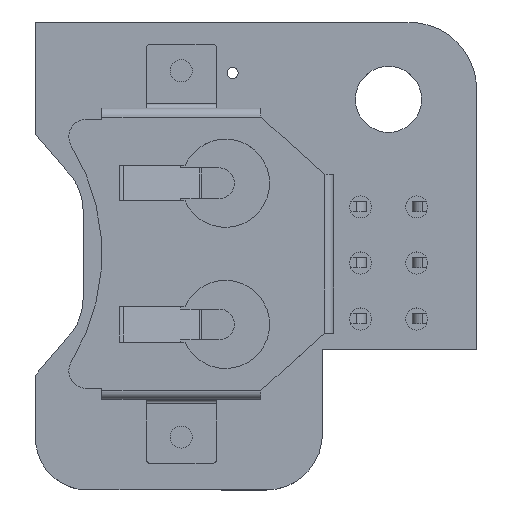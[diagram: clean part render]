
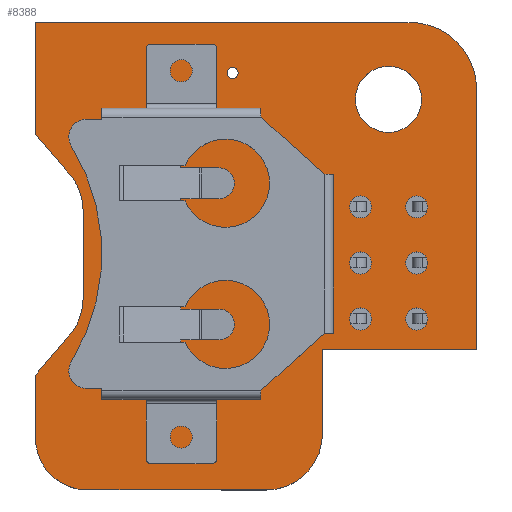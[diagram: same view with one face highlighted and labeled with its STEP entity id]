
A CAD part, top view. The second image highlights one B-rep face of the part: STEP entity #8388.
In plain terms, the highlighted planar face has unit normal (0, 0, 1).
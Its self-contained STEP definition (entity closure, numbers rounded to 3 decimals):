
#67=FACE_BOUND('',#978,.T.);
#68=FACE_BOUND('',#979,.T.);
#69=FACE_BOUND('',#980,.T.);
#70=FACE_BOUND('',#981,.T.);
#71=FACE_BOUND('',#982,.T.);
#72=FACE_BOUND('',#983,.T.);
#73=FACE_BOUND('',#984,.T.);
#74=FACE_BOUND('',#985,.T.);
#75=FACE_BOUND('',#986,.T.);
#119=PLANE('',#8977);
#497=FACE_OUTER_BOUND('',#977,.T.);
#977=EDGE_LOOP('',(#5726,#5727,#5728,#5729,#5730,#5731,#5732,#5733,#5734,
#5735,#5736,#5737,#5738,#5739,#5740));
#978=EDGE_LOOP('',(#5741));
#979=EDGE_LOOP('',(#5742));
#980=EDGE_LOOP('',(#5743));
#981=EDGE_LOOP('',(#5744));
#982=EDGE_LOOP('',(#5745));
#983=EDGE_LOOP('',(#5746));
#984=EDGE_LOOP('',(#5747));
#985=EDGE_LOOP('',(#5748));
#986=EDGE_LOOP('',(#5749));
#1486=LINE('',#12135,#2466);
#1489=LINE('',#12141,#2469);
#1493=LINE('',#12153,#2473);
#1497=LINE('',#12165,#2477);
#1500=LINE('',#12171,#2480);
#1503=LINE('',#12177,#2483);
#1507=LINE('',#12189,#2487);
#1510=LINE('',#12195,#2490);
#1513=LINE('',#12201,#2493);
#1517=LINE('',#12213,#2497);
#2466=VECTOR('',#9717,10.);
#2469=VECTOR('',#9722,10.);
#2473=VECTOR('',#9734,10.);
#2477=VECTOR('',#9746,10.);
#2480=VECTOR('',#9751,10.);
#2483=VECTOR('',#9756,10.);
#2487=VECTOR('',#9768,10.);
#2490=VECTOR('',#9773,10.);
#2493=VECTOR('',#9778,10.);
#2497=VECTOR('',#9790,10.);
#3436=CIRCLE('',#8927,0.5);
#3438=CIRCLE('',#8930,0.5);
#3440=CIRCLE('',#8933,0.5);
#3442=CIRCLE('',#8936,1.5);
#3444=CIRCLE('',#8939,0.25);
#3446=CIRCLE('',#8942,0.5);
#3448=CIRCLE('',#8945,0.25);
#3450=CIRCLE('',#8948,0.5);
#3452=CIRCLE('',#8951,0.5);
#3454=CIRCLE('',#8956,2.541);
#3456=CIRCLE('',#8960,2.54);
#3458=CIRCLE('',#8966,3.059);
#3460=CIRCLE('',#8972,2.54);
#3462=CIRCLE('',#8976,2.35);
#3665=VERTEX_POINT('',#12077);
#3667=VERTEX_POINT('',#12083);
#3669=VERTEX_POINT('',#12089);
#3671=VERTEX_POINT('',#12095);
#3673=VERTEX_POINT('',#12101);
#3675=VERTEX_POINT('',#12107);
#3677=VERTEX_POINT('',#12113);
#3679=VERTEX_POINT('',#12119);
#3681=VERTEX_POINT('',#12125);
#3684=VERTEX_POINT('',#12132);
#3685=VERTEX_POINT('',#12134);
#3687=VERTEX_POINT('',#12140);
#3689=VERTEX_POINT('',#12146);
#3691=VERTEX_POINT('',#12152);
#3693=VERTEX_POINT('',#12158);
#3695=VERTEX_POINT('',#12164);
#3697=VERTEX_POINT('',#12170);
#3699=VERTEX_POINT('',#12176);
#3701=VERTEX_POINT('',#12182);
#3703=VERTEX_POINT('',#12188);
#3705=VERTEX_POINT('',#12194);
#3707=VERTEX_POINT('',#12200);
#3709=VERTEX_POINT('',#12206);
#3711=VERTEX_POINT('',#12212);
#4423=EDGE_CURVE('',#3665,#3665,#3436,.T.);
#4426=EDGE_CURVE('',#3667,#3667,#3438,.T.);
#4429=EDGE_CURVE('',#3669,#3669,#3440,.T.);
#4432=EDGE_CURVE('',#3671,#3671,#3442,.T.);
#4435=EDGE_CURVE('',#3673,#3673,#3444,.T.);
#4438=EDGE_CURVE('',#3675,#3675,#3446,.T.);
#4441=EDGE_CURVE('',#3677,#3677,#3448,.T.);
#4444=EDGE_CURVE('',#3679,#3679,#3450,.T.);
#4447=EDGE_CURVE('',#3681,#3681,#3452,.T.);
#4450=EDGE_CURVE('',#3685,#3684,#1486,.T.);
#4453=EDGE_CURVE('',#3687,#3685,#1489,.T.);
#4456=EDGE_CURVE('',#3689,#3687,#3454,.T.);
#4459=EDGE_CURVE('',#3691,#3689,#1493,.T.);
#4462=EDGE_CURVE('',#3693,#3691,#3456,.T.);
#4465=EDGE_CURVE('',#3695,#3693,#1497,.T.);
#4468=EDGE_CURVE('',#3697,#3695,#1500,.T.);
#4471=EDGE_CURVE('',#3699,#3697,#1503,.T.);
#4474=EDGE_CURVE('',#3701,#3699,#3458,.T.);
#4477=EDGE_CURVE('',#3703,#3701,#1507,.T.);
#4480=EDGE_CURVE('',#3705,#3703,#1510,.T.);
#4483=EDGE_CURVE('',#3707,#3705,#1513,.T.);
#4486=EDGE_CURVE('',#3709,#3707,#3460,.T.);
#4489=EDGE_CURVE('',#3711,#3709,#1517,.T.);
#4492=EDGE_CURVE('',#3684,#3711,#3462,.T.);
#5726=ORIENTED_EDGE('',*,*,#4492,.T.);
#5727=ORIENTED_EDGE('',*,*,#4489,.T.);
#5728=ORIENTED_EDGE('',*,*,#4486,.T.);
#5729=ORIENTED_EDGE('',*,*,#4483,.T.);
#5730=ORIENTED_EDGE('',*,*,#4480,.T.);
#5731=ORIENTED_EDGE('',*,*,#4477,.T.);
#5732=ORIENTED_EDGE('',*,*,#4474,.T.);
#5733=ORIENTED_EDGE('',*,*,#4471,.T.);
#5734=ORIENTED_EDGE('',*,*,#4468,.T.);
#5735=ORIENTED_EDGE('',*,*,#4465,.T.);
#5736=ORIENTED_EDGE('',*,*,#4462,.T.);
#5737=ORIENTED_EDGE('',*,*,#4459,.T.);
#5738=ORIENTED_EDGE('',*,*,#4456,.T.);
#5739=ORIENTED_EDGE('',*,*,#4453,.T.);
#5740=ORIENTED_EDGE('',*,*,#4450,.T.);
#5741=ORIENTED_EDGE('',*,*,#4423,.T.);
#5742=ORIENTED_EDGE('',*,*,#4426,.T.);
#5743=ORIENTED_EDGE('',*,*,#4429,.T.);
#5744=ORIENTED_EDGE('',*,*,#4432,.T.);
#5745=ORIENTED_EDGE('',*,*,#4435,.T.);
#5746=ORIENTED_EDGE('',*,*,#4438,.T.);
#5747=ORIENTED_EDGE('',*,*,#4441,.T.);
#5748=ORIENTED_EDGE('',*,*,#4444,.T.);
#5749=ORIENTED_EDGE('',*,*,#4447,.T.);
#8388=ADVANCED_FACE('',(#497,#67,#68,#69,#70,#71,#72,#73,#74,#75),#119,
 .T.);
#8927=AXIS2_PLACEMENT_3D('',#12079,#9655,#9656);
#8930=AXIS2_PLACEMENT_3D('',#12085,#9662,#9663);
#8933=AXIS2_PLACEMENT_3D('',#12091,#9669,#9670);
#8936=AXIS2_PLACEMENT_3D('',#12097,#9676,#9677);
#8939=AXIS2_PLACEMENT_3D('',#12103,#9683,#9684);
#8942=AXIS2_PLACEMENT_3D('',#12109,#9690,#9691);
#8945=AXIS2_PLACEMENT_3D('',#12115,#9697,#9698);
#8948=AXIS2_PLACEMENT_3D('',#12121,#9704,#9705);
#8951=AXIS2_PLACEMENT_3D('',#12127,#9711,#9712);
#8956=AXIS2_PLACEMENT_3D('',#12147,#9728,#9729);
#8960=AXIS2_PLACEMENT_3D('',#12159,#9740,#9741);
#8966=AXIS2_PLACEMENT_3D('',#12183,#9762,#9763);
#8972=AXIS2_PLACEMENT_3D('',#12207,#9784,#9785);
#8976=AXIS2_PLACEMENT_3D('',#12217,#9796,#9797);
#8977=AXIS2_PLACEMENT_3D('',#12218,#9798,#9799);
#9655=DIRECTION('center_axis',(0.,0.,-1.));
#9656=DIRECTION('ref_axis',(1.,0.,0.));
#9662=DIRECTION('center_axis',(0.,0.,-1.));
#9663=DIRECTION('ref_axis',(1.,0.,0.));
#9669=DIRECTION('center_axis',(0.,0.,-1.));
#9670=DIRECTION('ref_axis',(1.,0.,0.));
#9676=DIRECTION('center_axis',(0.,0.,-1.));
#9677=DIRECTION('ref_axis',(1.,0.,0.));
#9683=DIRECTION('center_axis',(0.,0.,-1.));
#9684=DIRECTION('ref_axis',(1.,0.,0.));
#9690=DIRECTION('center_axis',(0.,0.,-1.));
#9691=DIRECTION('ref_axis',(1.,0.,0.));
#9697=DIRECTION('center_axis',(0.,0.,-1.));
#9698=DIRECTION('ref_axis',(1.,0.,0.));
#9704=DIRECTION('center_axis',(0.,0.,-1.));
#9705=DIRECTION('ref_axis',(1.,0.,0.));
#9711=DIRECTION('center_axis',(0.,0.,-1.));
#9712=DIRECTION('ref_axis',(1.,0.,0.));
#9717=DIRECTION('',(0.,-1.,0.));
#9722=DIRECTION('',(-0.647,-0.763,0.));
#9728=DIRECTION('center_axis',(0.,0.,-1.));
#9729=DIRECTION('ref_axis',(0.707,-0.707,0.));
#9734=DIRECTION('',(0.,-1.,0.));
#9740=DIRECTION('center_axis',(0.,0.,-1.));
#9741=DIRECTION('ref_axis',(1.,0.,0.));
#9746=DIRECTION('',(0.647,-0.763,0.));
#9751=DIRECTION('',(0.,-1.,0.));
#9756=DIRECTION('',(-1.,0.001,0.));
#9762=DIRECTION('center_axis',(0.,0.,1.));
#9763=DIRECTION('ref_axis',(0.997,0.083,0.));
#9768=DIRECTION('',(0.,1.,0.));
#9773=DIRECTION('',(1.,0.,0.));
#9778=DIRECTION('',(0.,1.,0.));
#9784=DIRECTION('center_axis',(0.,0.,1.));
#9785=DIRECTION('ref_axis',(0.,-1.,0.));
#9790=DIRECTION('',(1.,0.,0.));
#9796=DIRECTION('center_axis',(0.,0.,1.));
#9797=DIRECTION('ref_axis',(-1.,0.027,0.));
#9798=DIRECTION('center_axis',(0.,0.,1.));
#9799=DIRECTION('ref_axis',(1.,0.,0.));
#12077=CARTESIAN_POINT('',(14.308,7.899,1.57));
#12079=CARTESIAN_POINT('Origin',(14.808,7.899,1.57));
#12083=CARTESIAN_POINT('',(14.308,10.439,1.57));
#12085=CARTESIAN_POINT('Origin',(14.808,10.439,1.57));
#12089=CARTESIAN_POINT('',(16.848,12.979,1.57));
#12091=CARTESIAN_POINT('Origin',(17.348,12.979,1.57));
#12095=CARTESIAN_POINT('',(14.578,17.856,1.57));
#12097=CARTESIAN_POINT('Origin',(16.078,17.856,1.57));
#12101=CARTESIAN_POINT('',(8.767,19.05,1.57));
#12103=CARTESIAN_POINT('Origin',(9.017,19.05,1.57));
#12107=CARTESIAN_POINT('',(14.308,12.979,1.57));
#12109=CARTESIAN_POINT('Origin',(14.808,12.979,1.57));
#12113=CARTESIAN_POINT('',(5.922,10.82,1.57));
#12115=CARTESIAN_POINT('Origin',(6.172,10.82,1.57));
#12119=CARTESIAN_POINT('',(16.848,10.439,1.57));
#12121=CARTESIAN_POINT('Origin',(17.348,10.439,1.57));
#12125=CARTESIAN_POINT('',(16.848,7.899,1.57));
#12127=CARTESIAN_POINT('Origin',(17.348,7.899,1.57));
#12132=CARTESIAN_POINT('',(0.076,2.565,1.57));
#12134=CARTESIAN_POINT('',(0.076,5.359,1.57));
#12135=CARTESIAN_POINT('',(0.076,2.565,1.57));
#12140=CARTESIAN_POINT('',(1.491,7.028,1.57));
#12141=CARTESIAN_POINT('',(0.076,5.359,1.57));
#12146=CARTESIAN_POINT('',(2.235,8.825,1.57));
#12147=CARTESIAN_POINT('Origin',(-0.306,8.825,1.57));
#12152=CARTESIAN_POINT('',(2.235,12.816,1.57));
#12153=CARTESIAN_POINT('',(2.235,8.825,1.57));
#12158=CARTESIAN_POINT('',(1.491,14.612,1.57));
#12159=CARTESIAN_POINT('Origin',(-0.305,12.816,1.57));
#12164=CARTESIAN_POINT('',(0.076,16.281,1.57));
#12165=CARTESIAN_POINT('',(1.491,14.612,1.57));
#12170=CARTESIAN_POINT('',(0.076,21.361,1.57));
#12171=CARTESIAN_POINT('',(0.076,16.281,1.57));
#12176=CARTESIAN_POINT('',(16.764,21.336,1.57));
#12177=CARTESIAN_POINT('',(0.076,21.361,1.57));
#12182=CARTESIAN_POINT('',(20.066,18.542,1.57));
#12183=CARTESIAN_POINT('Origin',(17.018,18.288,1.57));
#12188=CARTESIAN_POINT('',(20.066,6.502,1.57));
#12189=CARTESIAN_POINT('',(20.066,18.542,1.57));
#12194=CARTESIAN_POINT('',(13.081,6.502,1.57));
#12195=CARTESIAN_POINT('',(20.066,6.502,1.57));
#12200=CARTESIAN_POINT('',(13.081,2.692,1.57));
#12201=CARTESIAN_POINT('',(13.081,6.502,1.57));
#12206=CARTESIAN_POINT('',(10.541,0.152,1.57));
#12207=CARTESIAN_POINT('Origin',(10.541,2.692,1.57));
#12212=CARTESIAN_POINT('',(2.362,0.152,1.57));
#12213=CARTESIAN_POINT('',(10.541,0.152,1.57));
#12217=CARTESIAN_POINT('Origin',(2.426,2.502,1.57));
#12218=CARTESIAN_POINT('Origin',(10.071,10.757,1.57));
